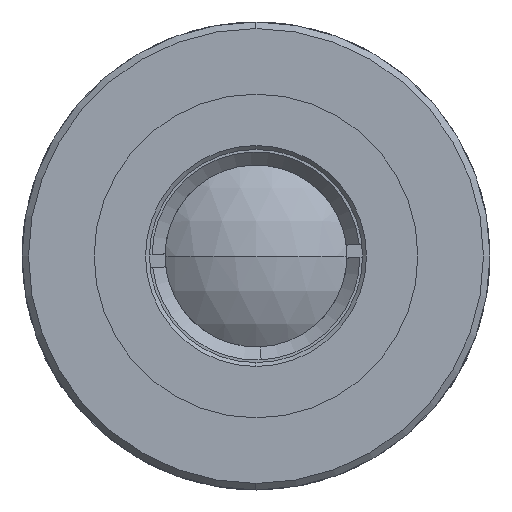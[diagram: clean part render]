
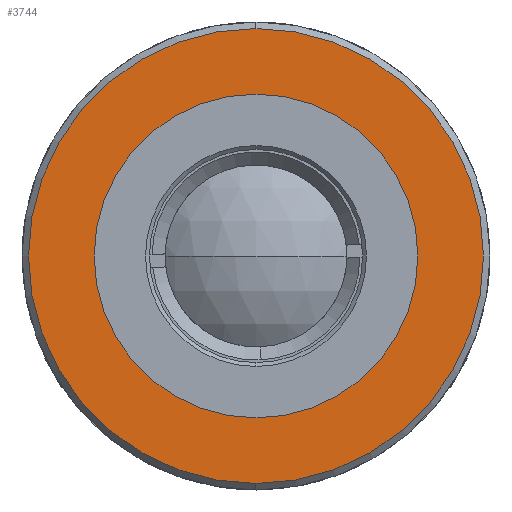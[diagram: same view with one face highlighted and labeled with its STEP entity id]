
A CAD part, left-side view. The second image highlights one B-rep face of the part: STEP entity #3744.
In plain terms, the highlighted planar face has unit normal (-1, 0, 0).
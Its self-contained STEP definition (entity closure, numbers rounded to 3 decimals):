
#127 = CARTESIAN_POINT ( 'NONE',  ( -5.002, 0., -17.5 ) ) ;
#135 = FACE_OUTER_BOUND ( 'NONE', #3638, .T. ) ;
#219 = EDGE_CURVE ( 'NONE', #654, #2398, #1091, .T. ) ;
#235 = DIRECTION ( 'NONE',  ( -1., 0., 0. ) ) ;
#274 = VERTEX_POINT ( 'NONE', #489 ) ;
#489 = CARTESIAN_POINT ( 'NONE',  ( -5.002, 0., 12.45 ) ) ;
#654 = VERTEX_POINT ( 'NONE', #3812 ) ;
#684 = AXIS2_PLACEMENT_3D ( 'NONE', #3047, #3824, #1589 ) ;
#731 = CARTESIAN_POINT ( 'NONE',  ( -5.002, 0., 0. ) ) ;
#914 = AXIS2_PLACEMENT_3D ( 'NONE', #3324, #235, #2938 ) ;
#986 = AXIS2_PLACEMENT_3D ( 'NONE', #731, #4097, #4471 ) ;
#1091 = CIRCLE ( 'NONE', #684, 17.5 ) ;
#1372 = ORIENTED_EDGE ( 'NONE', *, *, #2577, .F. ) ;
#1589 = DIRECTION ( 'NONE',  ( 0., 0., -1. ) ) ;
#1712 = FACE_BOUND ( 'NONE', #2754, .T. ) ;
#1713 = DIRECTION ( 'NONE',  ( -1., 0., 0. ) ) ;
#1873 = CIRCLE ( 'NONE', #986, 12.45 ) ;
#2271 = AXIS2_PLACEMENT_3D ( 'NONE', #4000, #1713, #3230 ) ;
#2398 = VERTEX_POINT ( 'NONE', #127 ) ;
#2577 = EDGE_CURVE ( 'NONE', #274, #4692, #1873, .T. ) ;
#2670 = CARTESIAN_POINT ( 'NONE',  ( -5.002, 0., -12.45 ) ) ;
#2754 = EDGE_LOOP ( 'NONE', ( #1372, #3217 ) ) ;
#2844 = DIRECTION ( 'NONE',  ( 1., 0., 0. ) ) ;
#2871 = CARTESIAN_POINT ( 'NONE',  ( -5.002, 18., 0. ) ) ;
#2872 = ORIENTED_EDGE ( 'NONE', *, *, #219, .T. ) ;
#2938 = DIRECTION ( 'NONE',  ( 0., 0., -1. ) ) ;
#3047 = CARTESIAN_POINT ( 'NONE',  ( -5.002, 0., 0. ) ) ;
#3217 = ORIENTED_EDGE ( 'NONE', *, *, #4803, .F. ) ;
#3229 = PLANE ( 'NONE',  #4643 ) ;
#3230 = DIRECTION ( 'NONE',  ( 0., 0., 1. ) ) ;
#3324 = CARTESIAN_POINT ( 'NONE',  ( -5.002, 0., 0. ) ) ;
#3638 = EDGE_LOOP ( 'NONE', ( #3733, #2872 ) ) ;
#3733 = ORIENTED_EDGE ( 'NONE', *, *, #4465, .T. ) ;
#3744 = ADVANCED_FACE ( 'NONE', ( #135, #1712 ), #3229, .F. ) ;
#3812 = CARTESIAN_POINT ( 'NONE',  ( -5.002, 0., 17.5 ) ) ;
#3824 = DIRECTION ( 'NONE',  ( -1., 0., 0. ) ) ;
#3857 = CIRCLE ( 'NONE', #2271, 12.45 ) ;
#4000 = CARTESIAN_POINT ( 'NONE',  ( -5.002, 0., 0. ) ) ;
#4097 = DIRECTION ( 'NONE',  ( -1., 0., 0. ) ) ;
#4403 = DIRECTION ( 'NONE',  ( 0., 0., -1. ) ) ;
#4465 = EDGE_CURVE ( 'NONE', #2398, #654, #4580, .T. ) ;
#4471 = DIRECTION ( 'NONE',  ( 0., 0., 1. ) ) ;
#4580 = CIRCLE ( 'NONE', #914, 17.5 ) ;
#4643 = AXIS2_PLACEMENT_3D ( 'NONE', #2871, #2844, #4403 ) ;
#4692 = VERTEX_POINT ( 'NONE', #2670 ) ;
#4803 = EDGE_CURVE ( 'NONE', #4692, #274, #3857, .T. ) ;
